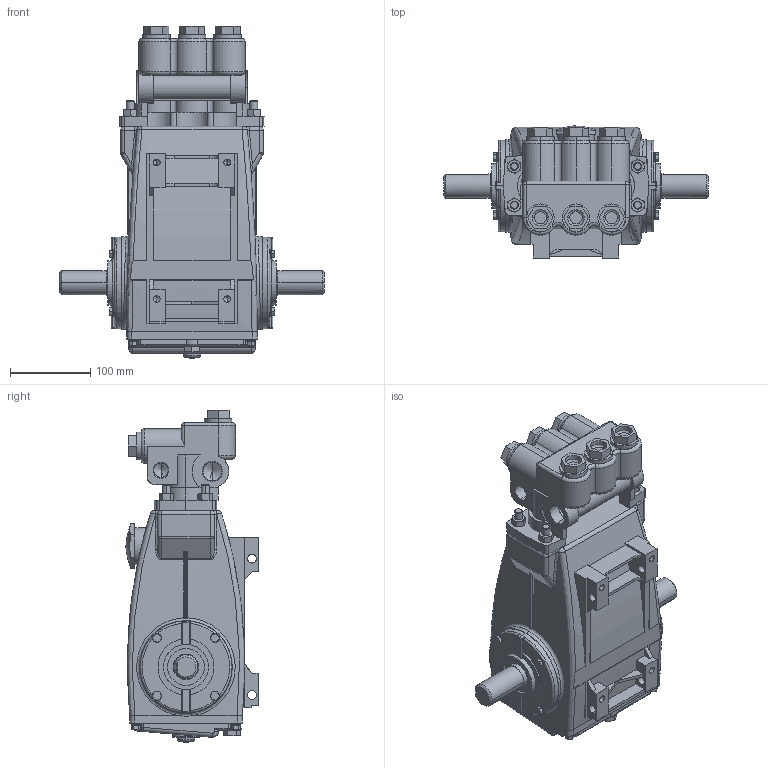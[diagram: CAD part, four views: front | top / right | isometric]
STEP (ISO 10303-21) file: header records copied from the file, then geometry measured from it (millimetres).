
FILE_DESCRIPTION (( 'STEP AP214' ), '1' );
FILE_NAME ('1050.STEP', '2009-09-30T14:11:46', ( 'Mary Jo Helmbrecht' ), ( 'DDC' ), 'SwSTEP 2.0', 'SolidWorks 2009', '' );
FILE_SCHEMA (( 'AUTOMOTIVE_DESIGN' ));
Length unit declared in the file: inch
Products named in the file (5): 15frame_drive_end; 14050; 46704; Hex Nut Style 1_AM_B18.2.4.1M - Hex nut, Style 1,  M10 x 1.5, with 16mm WAF --D-N; 1050
Assembly tree (10 placements, depth 2):
  1050
    14050  x4
    15frame_drive_end
    Hex Nut Style 1_AM_B18.2.4.1M - Hex nut, Style 1,  M10 x 1.5, with 16mm WAF --D-N  x4
    46704
Bounding box: 329.95 x 164.93 x 413.44 mm (x, y, z)
Volume: 7526942.8 mm3; surface area: 388040.4 mm2
Topology: 10 solids, 10 shells, 1125 faces, 2700 edges, 1615 vertices
Faces by surface type: plane 535, cylinder 337, cone 119, torus 73, bspline 38, sphere 23
Entity records: 43447 total; most frequent: CARTESIAN_POINT 9687, DIRECTION 5250, ORIENTED_EDGE 4856, EDGE_CURVE 2428, AXIS2_PLACEMENT_3D 2007, VERTEX_POINT 1487, VECTOR 1236, LINE 1236
